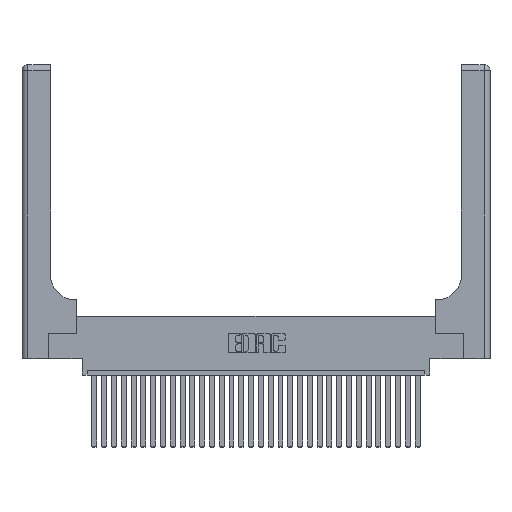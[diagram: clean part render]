
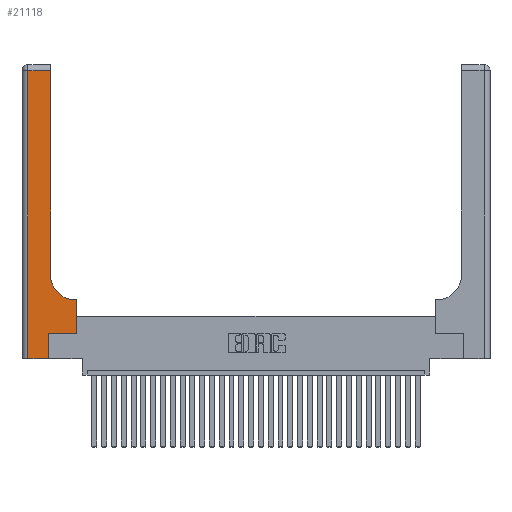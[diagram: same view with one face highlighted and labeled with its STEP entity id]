
A CAD part, top view. The second image highlights one B-rep face of the part: STEP entity #21118.
In plain terms, the highlighted planar face has unit normal (0, 0, 1).
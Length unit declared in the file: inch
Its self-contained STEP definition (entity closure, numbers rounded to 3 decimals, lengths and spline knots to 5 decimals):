
#322 = PLANE ( 'NONE',  #4729 ) ;
#385 = CARTESIAN_POINT ( 'NONE',  ( 0.269, 0., 0.37 ) ) ;
#387 = CARTESIAN_POINT ( 'NONE',  ( 0.5585, 0.6, 0.37 ) ) ;
#1652 = VERTEX_POINT ( 'NONE', #28543 ) ;
#1758 = EDGE_CURVE ( 'NONE', #12941, #19821, #5921, .T. ) ;
#1977 = DIRECTION ( 'NONE',  ( 0., -1., 0. ) ) ;
#2301 = DIRECTION ( 'NONE',  ( 0., 1., 0. ) ) ;
#2399 = LINE ( 'NONE', #19416, #22026 ) ;
#2690 = FACE_OUTER_BOUND ( 'NONE', #4417, .T. ) ;
#2986 = VECTOR ( 'NONE', #4591, 39.37008 ) ;
#3028 = EDGE_CURVE ( 'NONE', #24414, #23770, #22797, .T. ) ;
#3080 = VECTOR ( 'NONE', #3650, 39.37008 ) ;
#3650 = DIRECTION ( 'NONE',  ( 1., 0., 0. ) ) ;
#4417 = EDGE_LOOP ( 'NONE', ( #14363, #29008, #13675, #13694, #31299, #25033, #28878, #7904, #19529 ) ) ;
#4591 = DIRECTION ( 'NONE',  ( -1., 0., 0. ) ) ;
#4729 = AXIS2_PLACEMENT_3D ( 'NONE', #25025, #10293, #29938 ) ;
#5921 = LINE ( 'NONE', #14034, #18291 ) ;
#6368 = EDGE_CURVE ( 'NONE', #1652, #19503, #2399, .T. ) ;
#6771 = CARTESIAN_POINT ( 'NONE',  ( 0.5415, 0.6, 0.37 ) ) ;
#7578 = CARTESIAN_POINT ( 'NONE',  ( 0.269, 0.25, 0.37 ) ) ;
#7701 = LINE ( 'NONE', #14389, #24674 ) ;
#7904 = ORIENTED_EDGE ( 'NONE', *, *, #1758, .T. ) ;
#8230 = CARTESIAN_POINT ( 'NONE',  ( 0.269, 0., 0.37 ) ) ;
#9339 = CARTESIAN_POINT ( 'NONE',  ( 0.5415, 0.85, 0.37 ) ) ;
#9376 = DIRECTION ( 'NONE',  ( -1., 0., 0. ) ) ;
#10293 = DIRECTION ( 'NONE',  ( 0., 0., -1. ) ) ;
#11046 = CIRCLE ( 'NONE', #18733, 0.25 ) ;
#12390 = EDGE_CURVE ( 'NONE', #31483, #19650, #7701, .T. ) ;
#12437 = EDGE_CURVE ( 'NONE', #19503, #21805, #23916, .T. ) ;
#12941 = VERTEX_POINT ( 'NONE', #387 ) ;
#13258 = DIRECTION ( 'NONE',  ( 0., 1., 0. ) ) ;
#13360 = CARTESIAN_POINT ( 'NONE',  ( 0.5585, 0.25, 0.37 ) ) ;
#13675 = ORIENTED_EDGE ( 'NONE', *, *, #6368, .T. ) ;
#13694 = ORIENTED_EDGE ( 'NONE', *, *, #12437, .T. ) ;
#14034 = CARTESIAN_POINT ( 'NONE',  ( 0.2915, 0.6, 0.37 ) ) ;
#14111 = CARTESIAN_POINT ( 'NONE',  ( 0.2915, 2.94, 0.37 ) ) ;
#14363 = ORIENTED_EDGE ( 'NONE', *, *, #12390, .T. ) ;
#14389 = CARTESIAN_POINT ( 'NONE',  ( 0.2915, 3., 0.37 ) ) ;
#15757 = CARTESIAN_POINT ( 'NONE',  ( 0., 0., 0.37 ) ) ;
#16169 = LINE ( 'NONE', #24924, #2986 ) ;
#16503 = DIRECTION ( 'NONE',  ( 0., 0., -1. ) ) ;
#16856 = EDGE_CURVE ( 'NONE', #21805, #24414, #29728, .T. ) ;
#18291 = VECTOR ( 'NONE', #9376, 39.37008 ) ;
#18733 = AXIS2_PLACEMENT_3D ( 'NONE', #9339, #16503, #31162 ) ;
#19416 = CARTESIAN_POINT ( 'NONE',  ( 0.06, 3., 0.37 ) ) ;
#19503 = VERTEX_POINT ( 'NONE', #22586 ) ;
#19529 = ORIENTED_EDGE ( 'NONE', *, *, #26922, .T. ) ;
#19650 = VERTEX_POINT ( 'NONE', #14111 ) ;
#19735 = VECTOR ( 'NONE', #31798, 39.37008 ) ;
#19821 = VERTEX_POINT ( 'NONE', #6771 ) ;
#21118 = ADVANCED_FACE ( 'NONE', ( #2690 ), #322, .F. ) ;
#21805 = VERTEX_POINT ( 'NONE', #385 ) ;
#22026 = VECTOR ( 'NONE', #1977, 39.37008 ) ;
#22586 = CARTESIAN_POINT ( 'NONE',  ( 0.06, 0., 0.37 ) ) ;
#22797 = LINE ( 'NONE', #7578, #19735 ) ;
#22855 = EDGE_CURVE ( 'NONE', #19650, #1652, #16169, .T. ) ;
#22942 = LINE ( 'NONE', #13360, #26825 ) ;
#23770 = VERTEX_POINT ( 'NONE', #25363 ) ;
#23916 = LINE ( 'NONE', #15757, #3080 ) ;
#24414 = VERTEX_POINT ( 'NONE', #26308 ) ;
#24674 = VECTOR ( 'NONE', #2301, 39.37008 ) ;
#24924 = CARTESIAN_POINT ( 'NONE',  ( 0., 2.94, 0.37 ) ) ;
#25025 = CARTESIAN_POINT ( 'NONE',  ( 0., 3., 0.37 ) ) ;
#25033 = ORIENTED_EDGE ( 'NONE', *, *, #3028, .T. ) ;
#25215 = DIRECTION ( 'NONE',  ( 0., 1., 0. ) ) ;
#25363 = CARTESIAN_POINT ( 'NONE',  ( 0.5585, 0.25, 0.37 ) ) ;
#26308 = CARTESIAN_POINT ( 'NONE',  ( 0.269, 0.25, 0.37 ) ) ;
#26338 = VECTOR ( 'NONE', #25215, 39.37008 ) ;
#26825 = VECTOR ( 'NONE', #13258, 39.37008 ) ;
#26922 = EDGE_CURVE ( 'NONE', #19821, #31483, #11046, .T. ) ;
#28543 = CARTESIAN_POINT ( 'NONE',  ( 0.06, 2.94, 0.37 ) ) ;
#28878 = ORIENTED_EDGE ( 'NONE', *, *, #31435, .T. ) ;
#29008 = ORIENTED_EDGE ( 'NONE', *, *, #22855, .T. ) ;
#29728 = LINE ( 'NONE', #8230, #26338 ) ;
#29938 = DIRECTION ( 'NONE',  ( -1., 0., 0. ) ) ;
#30754 = CARTESIAN_POINT ( 'NONE',  ( 0.2915, 0.85, 0.37 ) ) ;
#31162 = DIRECTION ( 'NONE',  ( 1., 0., 0. ) ) ;
#31299 = ORIENTED_EDGE ( 'NONE', *, *, #16856, .T. ) ;
#31435 = EDGE_CURVE ( 'NONE', #23770, #12941, #22942, .T. ) ;
#31483 = VERTEX_POINT ( 'NONE', #30754 ) ;
#31798 = DIRECTION ( 'NONE',  ( 1., 0., 0. ) ) ;
